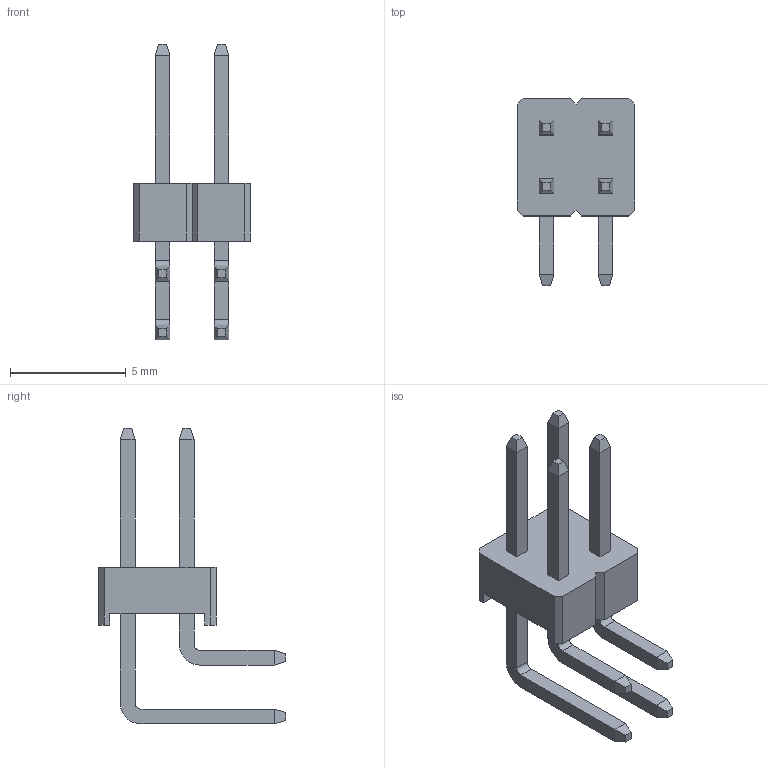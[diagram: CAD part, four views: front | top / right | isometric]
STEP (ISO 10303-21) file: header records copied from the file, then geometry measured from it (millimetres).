
FILE_DESCRIPTION (( 'STEP AP214' ), '1' );
FILE_NAME ('36DB74BF-88C6-4E01-B99A-115FA1372136.STEP', '2023-03-09T10:41:05', ( '' ), ( '' ), 'SwSTEP 2.0', 'SolidWorks 2022', '' );
FILE_SCHEMA (( 'AUTOMOTIVE_DESIGN' ));
Length unit declared in the file: millimetre
Products named in the file (1): 36DB74BF-88C6-4E01-B99A-115FA1372136
Bounding box: 5.08 x 8.08 x 12.76 mm (x, y, z)
Volume: 76.6 mm3; surface area: 246.2 mm2
Topology: 1 solids, 1 shells, 108 faces, 262 edges, 164 vertices
Faces by surface type: plane 100, cylinder 8
Entity records: 3320 total; most frequent: CARTESIAN_POINT 535, ORIENTED_EDGE 524, DIRECTION 496, EDGE_CURVE 262, LINE 246, VECTOR 246, VERTEX_POINT 164, AXIS2_PLACEMENT_3D 125
